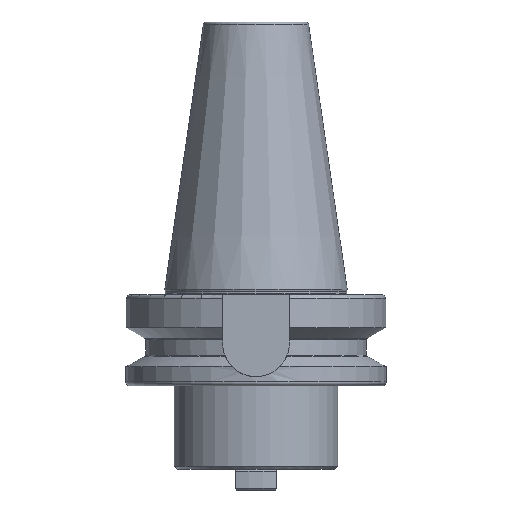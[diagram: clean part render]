
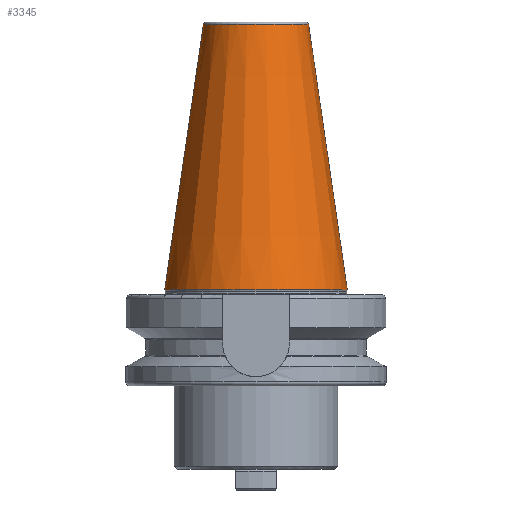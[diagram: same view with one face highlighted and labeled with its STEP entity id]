
A CAD part, left-side view. The second image highlights one B-rep face of the part: STEP entity #3345.
In plain terms, the highlighted conical face has half-angle 8.297 degrees and reference radius 27.637 mm.
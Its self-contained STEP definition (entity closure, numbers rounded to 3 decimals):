
#775=CARTESIAN_POINT('',(0,0,138.944));
#776=DIRECTION('',(0,0,1));
#777=DIRECTION('',(0,1,0));
#778=AXIS2_PLACEMENT_3D('',#775,#776,#777);
#780=DIRECTION('',(0.,0.144,0.99));
#781=VECTOR('',#780,103.023);
#782=CARTESIAN_POINT('',(0,-35.071,37));
#783=LINE('',#782,#781);
#784=CARTESIAN_POINT('',(0,0,37));
#785=DIRECTION('',(0,0,1));
#786=DIRECTION('',(0,1,0));
#787=AXIS2_PLACEMENT_3D('',#784,#785,#786);
#789=DIRECTION('',(0.,-0.144,0.99));
#790=VECTOR('',#789,103.023);
#791=CARTESIAN_POINT('',(0,35.071,37));
#792=LINE('',#791,#790);
#2015=CARTESIAN_POINT('',(0,35.071,37));
#2017=VERTEX_POINT('',#2015);
#2031=CARTESIAN_POINT('',(0,-35.071,37));
#2033=VERTEX_POINT('',#2031);
#2058=CARTESIAN_POINT('',(0,20.204,138.944));
#2059=CARTESIAN_POINT('',(0,-20.204,138.944));
#2060=VERTEX_POINT('',#2058);
#2061=VERTEX_POINT('',#2059);
#3333=CARTESIAN_POINT('',(0,0,87.972));
#3334=DIRECTION('',(0,0,-1));
#3335=DIRECTION('',(0,-1,0));
#3336=AXIS2_PLACEMENT_3D('',#3333,#3334,#3335);
#3337=CONICAL_SURFACE('',#3336,27.637,8.297);
#3338=ORIENTED_EDGE('',*,*,#3292,.T.);
#3339=ORIENTED_EDGE('',*,*,#3322,.F.);
#3341=ORIENTED_EDGE('',*,*,#3340,.F.);
#3342=ORIENTED_EDGE('',*,*,#3318,.T.);
#3343=EDGE_LOOP('',(#3338,#3339,#3341,#3342));
#3344=FACE_OUTER_BOUND('',#3343,.F.);
#3345=ADVANCED_FACE('',(#3344),#3337,.T.);
#779=CIRCLE('',#778,20.204);
#788=CIRCLE('',#787,35.071);
#3292=EDGE_CURVE('',#2060,#2061,#779,.T.);
#3318=EDGE_CURVE('',#2017,#2060,#792,.T.);
#3322=EDGE_CURVE('',#2033,#2061,#783,.T.);
#3340=EDGE_CURVE('',#2017,#2033,#788,.T.);
